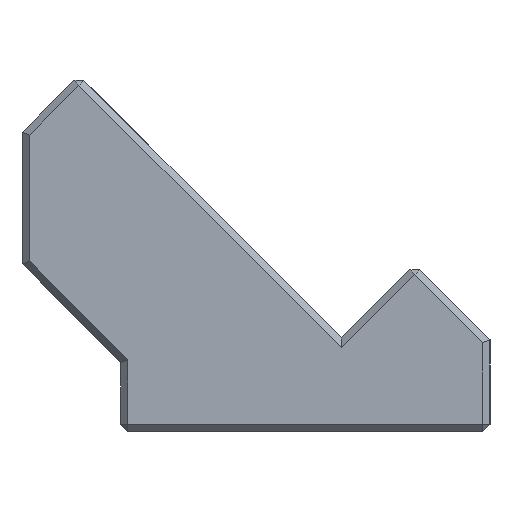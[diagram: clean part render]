
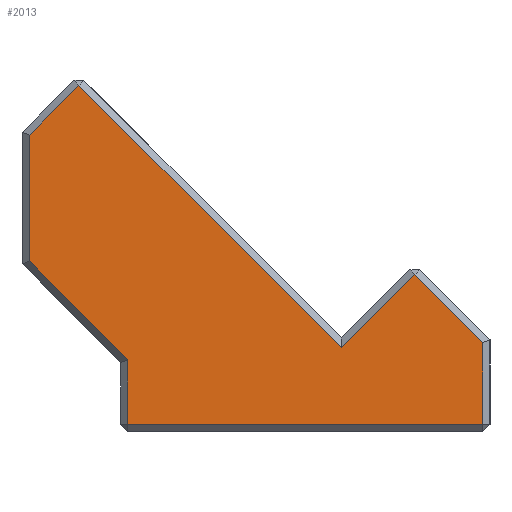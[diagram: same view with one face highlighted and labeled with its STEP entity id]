
A CAD part, left-side view. The second image highlights one B-rep face of the part: STEP entity #2013.
In plain terms, the highlighted planar face has unit normal (-1, 0, 0).
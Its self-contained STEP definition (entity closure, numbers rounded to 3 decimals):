
#115=PLANE('',#2172);
#212=FACE_OUTER_BOUND('',#342,.T.);
#342=EDGE_LOOP('',(#1665,#1666,#1667,#1668,#1669,#1670,#1671,#1672,#1673));
#532=LINE('',#3065,#756);
#537=LINE('',#3075,#761);
#549=LINE('',#3101,#773);
#566=LINE('',#3133,#790);
#568=LINE('',#3137,#792);
#572=LINE('',#3143,#796);
#580=LINE('',#3158,#804);
#584=LINE('',#3164,#808);
#589=LINE('',#3173,#813);
#756=VECTOR('',#2478,10.);
#761=VECTOR('',#2487,10.);
#773=VECTOR('',#2507,10.);
#790=VECTOR('',#2538,10.);
#792=VECTOR('',#2542,10.);
#796=VECTOR('',#2550,10.);
#804=VECTOR('',#2564,10.);
#808=VECTOR('',#2572,10.);
#813=VECTOR('',#2585,10.);
#1005=VERTEX_POINT('',#3039);
#1006=VERTEX_POINT('',#3044);
#1013=VERTEX_POINT('',#3064);
#1016=VERTEX_POINT('',#3074);
#1019=VERTEX_POINT('',#3081);
#1026=VERTEX_POINT('',#3100);
#1030=VERTEX_POINT('',#3112);
#1035=VERTEX_POINT('',#3136);
#1039=VERTEX_POINT('',#3157);
#1224=EDGE_CURVE('',#1005,#1013,#532,.T.);
#1229=EDGE_CURVE('',#1013,#1016,#537,.T.);
#1241=EDGE_CURVE('',#1016,#1026,#549,.T.);
#1258=EDGE_CURVE('',#1026,#1030,#566,.T.);
#1260=EDGE_CURVE('',#1030,#1035,#568,.T.);
#1264=EDGE_CURVE('',#1035,#1019,#572,.T.);
#1272=EDGE_CURVE('',#1019,#1039,#580,.T.);
#1276=EDGE_CURVE('',#1039,#1006,#584,.T.);
#1281=EDGE_CURVE('',#1006,#1005,#589,.T.);
#1665=ORIENTED_EDGE('',*,*,#1224,.F.);
#1666=ORIENTED_EDGE('',*,*,#1281,.F.);
#1667=ORIENTED_EDGE('',*,*,#1276,.F.);
#1668=ORIENTED_EDGE('',*,*,#1272,.F.);
#1669=ORIENTED_EDGE('',*,*,#1264,.F.);
#1670=ORIENTED_EDGE('',*,*,#1260,.F.);
#1671=ORIENTED_EDGE('',*,*,#1258,.F.);
#1672=ORIENTED_EDGE('',*,*,#1241,.F.);
#1673=ORIENTED_EDGE('',*,*,#1229,.F.);
#2013=ADVANCED_FACE('',(#212),#115,.T.);
#2172=AXIS2_PLACEMENT_3D('',#3178,#2592,#2593);
#2478=DIRECTION('',(0.,0.,1.));
#2487=DIRECTION('',(0.,0.707,0.707));
#2507=DIRECTION('',(0.,0.,1.));
#2538=DIRECTION('',(0.,-0.707,0.707));
#2542=DIRECTION('',(0.,-0.707,-0.707));
#2550=DIRECTION('',(0.,-0.707,0.707));
#2564=DIRECTION('',(0.,-0.707,-0.707));
#2572=DIRECTION('',(0.,0.,-1.));
#2585=DIRECTION('',(0.,1.,0.));
#2592=DIRECTION('center_axis',(-1.,0.,0.));
#2593=DIRECTION('ref_axis',(0.,0.,1.));
#3039=CARTESIAN_POINT('',(-45.3,16.225,5.5));
#3044=CARTESIAN_POINT('',(-45.3,-8.925,5.5));
#3064=CARTESIAN_POINT('',(-45.3,16.225,10.087));
#3065=CARTESIAN_POINT('',(-45.3,16.225,10.397));
#3074=CARTESIAN_POINT('',(-45.3,23.225,17.087));
#3075=CARTESIAN_POINT('',(-45.3,14.909,8.77));
#3081=CARTESIAN_POINT('',(-45.3,-4.097,16.121));
#3100=CARTESIAN_POINT('',(-45.3,23.225,25.993));
#3101=CARTESIAN_POINT('',(-45.3,23.225,18.557));
#3112=CARTESIAN_POINT('',(-45.3,19.7,29.518));
#3133=CARTESIAN_POINT('',(-45.3,18.209,31.009));
#3136=CARTESIAN_POINT('',(-45.3,1.103,10.921));
#3137=CARTESIAN_POINT('',(-45.3,-0.038,9.78));
#3143=CARTESIAN_POINT('',(-45.3,-2.988,15.012));
#3157=CARTESIAN_POINT('',(-45.3,-8.925,11.293));
#3158=CARTESIAN_POINT('',(-45.3,-7.902,12.316));
#3164=CARTESIAN_POINT('',(-45.3,-8.925,7.957));
#3173=CARTESIAN_POINT('',(-45.3,6.282,5.5));
#3178=CARTESIAN_POINT('Origin',(-45.3,-4.161,10.914));
